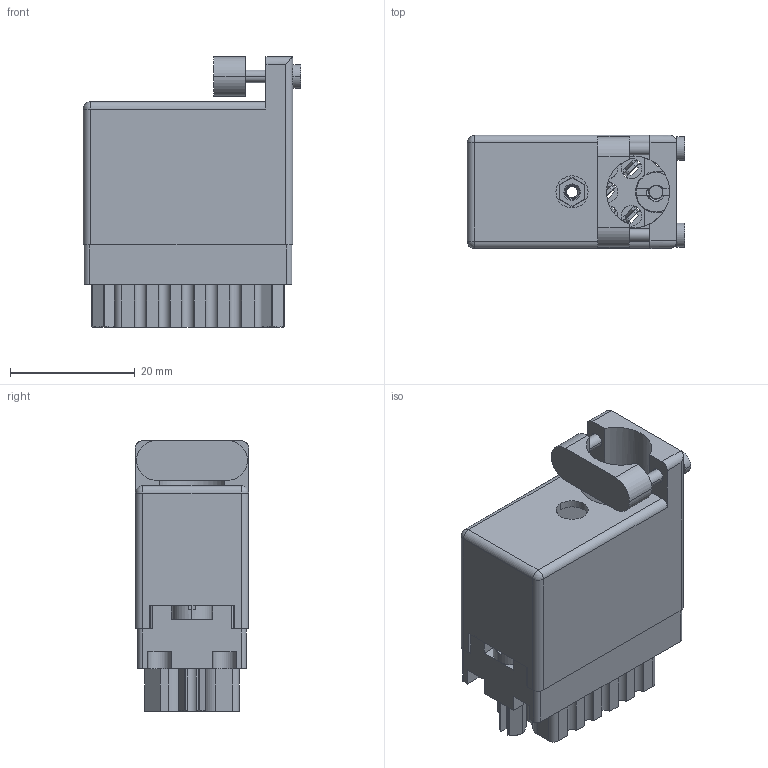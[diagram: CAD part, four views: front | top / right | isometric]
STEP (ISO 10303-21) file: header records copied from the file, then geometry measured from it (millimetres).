
FILE_DESCRIPTION (( 'STEP AP203' ), '1' );
FILE_NAME ('519-014-500-412.STEP', '2020-09-09T17:52:45', ( '' ), ( '' ), 'SwSTEP 2.0', 'SolidWorks 2020', '' );
FILE_SCHEMA (( 'CONFIG_CONTROL_DESIGN' ));
Length unit declared in the file: inch
Products named in the file (8): 519 Receptacle Insulator_014; 516-221-020-102_015; 516-252-025-100_516-252-025-100; 516-252-021-102_014; 516-221-020-102_014; 519-014-500-412; 516-230-001_Plastic - 020 Top Entry; 516-292-001_500 Contact
Assembly tree (21 placements, depth 2):
  519-014-500-412
    519 Receptacle Insulator_014
    516-292-001_500 Contact  x14
    516-252-025-100_516-252-025-100
    516-252-021-102_014  x2
    516-221-020-102_014
    516-221-020-102_015
    516-230-001_Plastic - 020 Top Entry
Bounding box: 34.92 x 18.16 x 43.46 mm (x, y, z)
Volume: 10818.3 mm3; surface area: 16640.7 mm2
Topology: 21 solids, 21 shells, 1832 faces, 5265 edges, 3479 vertices
Faces by surface type: plane 1012, cylinder 656, bspline 115, cone 47, sphere 2
Entity records: 34594 total; most frequent: CARTESIAN_POINT 12216, ORIENTED_EDGE 4618, DIRECTION 4268, EDGE_CURVE 2309, VERTEX_POINT 1521, LINE 1442, VECTOR 1442, AXIS2_PLACEMENT_3D 1413
